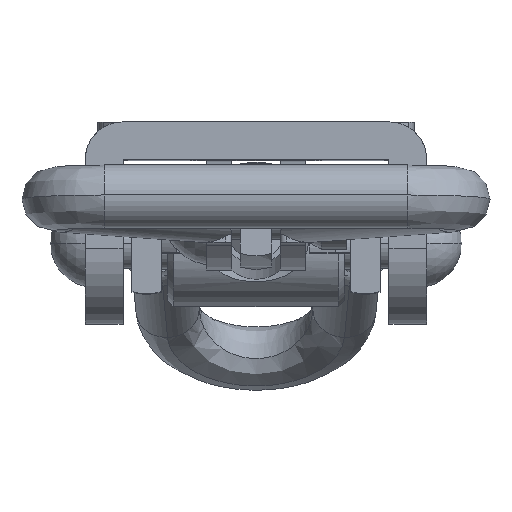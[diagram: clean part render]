
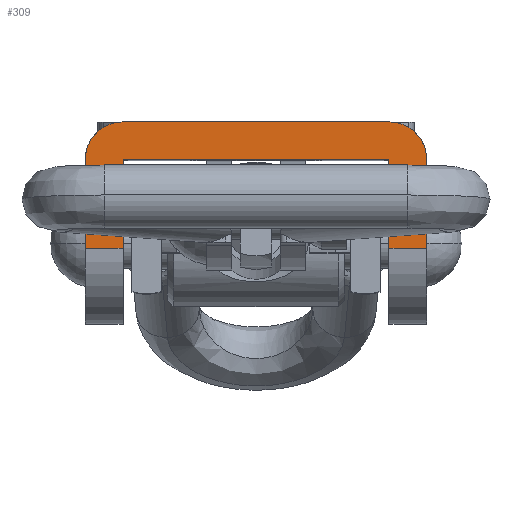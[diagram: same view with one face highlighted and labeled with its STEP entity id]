
A CAD part, top view. The second image highlights one B-rep face of the part: STEP entity #309.
In plain terms, the highlighted planar face has unit normal (0, 0, 1).
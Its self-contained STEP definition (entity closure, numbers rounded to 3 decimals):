
#309=ADVANCED_FACE('',(#1299),#1298,.T.);
#1298=PLANE('',#3044);
#1299=FACE_OUTER_BOUND('',#3045,.T.);
#3041=CARTESIAN_POINT('',(-16.2,-11.,40.));
#3042=DIRECTION('',(0.,0.,1.));
#3043=DIRECTION('',(1.,0.,0.));
#3044=AXIS2_PLACEMENT_3D('',#3041,#3042,#3043);
#3045=EDGE_LOOP('',(#4524,#4525,#4526,#4527,#4528,#4529,#4530,#4531,#4532,#4533));
#4524=ORIENTED_EDGE('',*,*,#5290,.T.);
#4525=ORIENTED_EDGE('',*,*,#5235,.T.);
#4526=ORIENTED_EDGE('',*,*,#5261,.F.);
#4527=ORIENTED_EDGE('',*,*,#5294,.T.);
#4528=ORIENTED_EDGE('',*,*,#5295,.F.);
#4529=ORIENTED_EDGE('',*,*,#5281,.T.);
#4530=ORIENTED_EDGE('',*,*,#5284,.T.);
#4531=ORIENTED_EDGE('',*,*,#5241,.T.);
#4532=ORIENTED_EDGE('',*,*,#5229,.F.);
#4533=ORIENTED_EDGE('',*,*,#5296,.F.);
#5229=EDGE_CURVE('',#6782,#6783,#6784,.T.);
#5235=EDGE_CURVE('',#6824,#6825,#6826,.T.);
#5241=EDGE_CURVE('',#6865,#6783,#6866,.T.);
#5261=EDGE_CURVE('',#7004,#6825,#7005,.T.);
#5281=EDGE_CURVE('',#7142,#7135,#7143,.T.);
#5284=EDGE_CURVE('',#7135,#6865,#7162,.T.);
#5290=EDGE_CURVE('',#7201,#6824,#7202,.T.);
#5294=EDGE_CURVE('',#7004,#7228,#7229,.T.);
#5295=EDGE_CURVE('',#7142,#7228,#7235,.T.);
#5296=EDGE_CURVE('',#7201,#6782,#7241,.T.);
#6782=VERTEX_POINT('',#9844);
#6783=VERTEX_POINT('',#9845);
#6784=LINE('',#9846,#9847);
#6824=VERTEX_POINT('',#9871);
#6825=VERTEX_POINT('',#9872);
#6826=CIRCLE('',#9876,3.);
#6865=VERTEX_POINT('',#9896);
#6866=LINE('',#9897,#9898);
#7004=VERTEX_POINT('',#9985);
#7005=LINE('',#9986,#9987);
#7135=VERTEX_POINT('',#10069);
#7142=VERTEX_POINT('',#10074);
#7143=LINE('',#10075,#10076);
#7162=LINE('',#10086,#10087);
#7201=VERTEX_POINT('',#10109);
#7202=LINE('',#10110,#10111);
#7228=VERTEX_POINT('',#10127);
#7229=CIRCLE('',#10131,3.);
#7235=LINE('',#10132,#10133);
#7241=LINE('',#10135,#10136);
#9844=CARTESIAN_POINT('',(10.5,-10.,40.));
#9845=CARTESIAN_POINT('',(10.5,-3.,40.));
#9846=CARTESIAN_POINT('',(10.5,-10.,40.));
#9847=VECTOR('',#9848,7.);
#9848=DIRECTION('',(0.,1.,0.));
#9871=CARTESIAN_POINT('',(13.5,-3.,40.));
#9872=CARTESIAN_POINT('',(10.5,0.,40.));
#9873=CARTESIAN_POINT('',(10.5,-3.,40.));
#9874=DIRECTION('',(0.,0.,1.));
#9875=DIRECTION('',(-1.,0.,0.));
#9876=AXIS2_PLACEMENT_3D('',#9873,#9874,#9875);
#9896=CARTESIAN_POINT('',(-10.5,-3.,40.));
#9897=CARTESIAN_POINT('',(-10.5,-3.,40.));
#9898=VECTOR('',#9899,21.);
#9899=DIRECTION('',(1.,0.,0.));
#9985=CARTESIAN_POINT('',(-10.5,0.,40.));
#9986=CARTESIAN_POINT('',(-10.5,0.,40.));
#9987=VECTOR('',#9988,21.);
#9988=DIRECTION('',(1.,0.,0.));
#10069=CARTESIAN_POINT('',(-10.5,-10.,40.));
#10074=CARTESIAN_POINT('',(-13.5,-10.,40.));
#10075=CARTESIAN_POINT('',(-13.5,-10.,40.));
#10076=VECTOR('',#10077,3.);
#10077=DIRECTION('',(1.,0.,0.));
#10086=CARTESIAN_POINT('',(-10.5,-10.,40.));
#10087=VECTOR('',#10088,7.);
#10088=DIRECTION('',(0.,1.,0.));
#10109=CARTESIAN_POINT('',(13.5,-10.,40.));
#10110=CARTESIAN_POINT('',(13.5,-10.,40.));
#10111=VECTOR('',#10112,7.);
#10112=DIRECTION('',(0.,1.,0.));
#10127=CARTESIAN_POINT('',(-13.5,-3.,40.));
#10128=CARTESIAN_POINT('',(-10.5,-3.,40.));
#10129=DIRECTION('',(0.,0.,1.));
#10130=DIRECTION('',(0.,1.,0.));
#10131=AXIS2_PLACEMENT_3D('',#10128,#10129,#10130);
#10132=CARTESIAN_POINT('',(-13.5,-10.,40.));
#10133=VECTOR('',#10134,7.);
#10134=DIRECTION('',(0.,1.,0.));
#10135=CARTESIAN_POINT('',(13.5,-10.,40.));
#10136=VECTOR('',#10137,3.);
#10137=DIRECTION('',(-1.,0.,0.));
